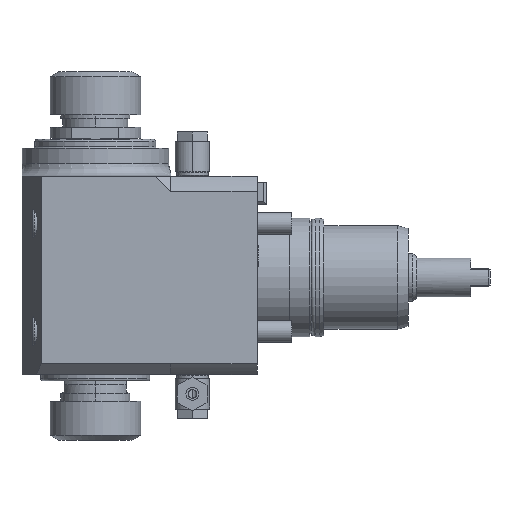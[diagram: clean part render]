
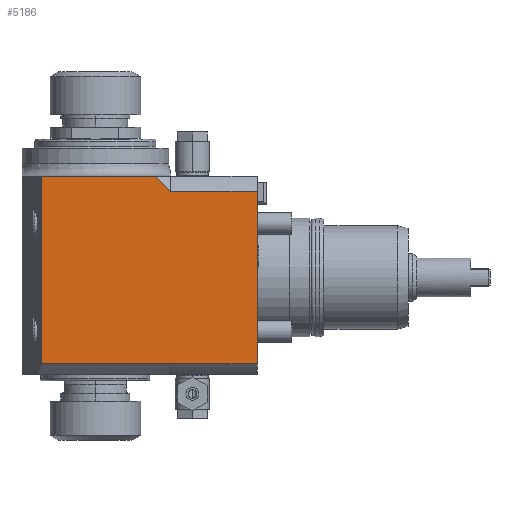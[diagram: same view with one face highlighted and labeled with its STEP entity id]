
A CAD part, front view. The second image highlights one B-rep face of the part: STEP entity #5186.
In plain terms, the highlighted planar face has unit normal (0, -1, 0).
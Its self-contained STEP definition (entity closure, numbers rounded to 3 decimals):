
#71=DIRECTION('',(-1.,0.,0.));
#72=VECTOR('',#71,40.);
#73=CARTESIAN_POINT('',(0.,-42.,-40.));
#74=LINE('',#73,#72);
#75=DIRECTION('',(0.,0.,-1.));
#76=VECTOR('',#75,87.);
#77=CARTESIAN_POINT('',(-100.,-42.,47.));
#78=LINE('',#77,#76);
#79=DIRECTION('',(1.,0.,0.));
#80=VECTOR('',#79,53.);
#81=CARTESIAN_POINT('',(-100.,-42.,47.));
#82=LINE('',#81,#80);
#83=DIRECTION('',(0.707,0.,-0.707));
#84=VECTOR('',#83,9.899);
#85=CARTESIAN_POINT('',(-47.,-42.,47.));
#86=LINE('',#85,#84);
#87=DIRECTION('',(-1.,0.,0.));
#88=VECTOR('',#87,40.);
#89=CARTESIAN_POINT('',(0.,-42.,40.));
#90=LINE('',#89,#88);
#1218=DIRECTION('',(1.,0.,0.));
#1219=VECTOR('',#1218,60.);
#1220=CARTESIAN_POINT('',(-100.,-42.,-40.));
#1221=LINE('',#1220,#1219);
#1499=DIRECTION('',(0.,0.,-1.));
#1500=VECTOR('',#1499,80.);
#1501=CARTESIAN_POINT('',(0.,-42.,40.));
#1502=LINE('',#1501,#1500);
#4097=CARTESIAN_POINT('',(0.,-42.,40.));
#4098=CARTESIAN_POINT('',(0.,-42.,-40.));
#4099=VERTEX_POINT('',#4097);
#4100=VERTEX_POINT('',#4098);
#4225=CARTESIAN_POINT('',(-100.,-42.,-40.));
#4226=VERTEX_POINT('',#4225);
#4242=CARTESIAN_POINT('',(-100.,-42.,47.));
#4244=VERTEX_POINT('',#4242);
#4256=CARTESIAN_POINT('',(-47.,-42.,47.));
#4258=VERTEX_POINT('',#4256);
#4272=CARTESIAN_POINT('',(-40.,-42.,-40.));
#4274=VERTEX_POINT('',#4272);
#4277=CARTESIAN_POINT('',(-40.,-42.,40.));
#4279=VERTEX_POINT('',#4277);
#5168=CARTESIAN_POINT('',(-40.,-42.,47.));
#5169=DIRECTION('',(0.,1.,0.));
#5170=DIRECTION('',(0.,0.,-1.));
#5171=AXIS2_PLACEMENT_3D('',#5168,#5169,#5170);
#5172=PLANE('',#5171);
#5174=ORIENTED_EDGE('',*,*,#5173,.T.);
#5176=ORIENTED_EDGE('',*,*,#5175,.F.);
#5178=ORIENTED_EDGE('',*,*,#5177,.F.);
#5179=ORIENTED_EDGE('',*,*,#5082,.T.);
#5180=ORIENTED_EDGE('',*,*,#5151,.T.);
#5181=ORIENTED_EDGE('',*,*,#5125,.F.);
#5183=ORIENTED_EDGE('',*,*,#5182,.T.);
#5184=EDGE_LOOP('',(#5174,#5176,#5178,#5179,#5180,#5181,#5183));
#5185=FACE_OUTER_BOUND('',#5184,.F.);
#5186=ADVANCED_FACE('',(#5185),#5172,.F.);
#5082=EDGE_CURVE('',#4244,#4258,#82,.T.);
#5125=EDGE_CURVE('',#4099,#4279,#90,.T.);
#5151=EDGE_CURVE('',#4258,#4279,#86,.T.);
#5173=EDGE_CURVE('',#4100,#4274,#74,.T.);
#5175=EDGE_CURVE('',#4226,#4274,#1221,.T.);
#5177=EDGE_CURVE('',#4244,#4226,#78,.T.);
#5182=EDGE_CURVE('',#4099,#4100,#1502,.T.);
